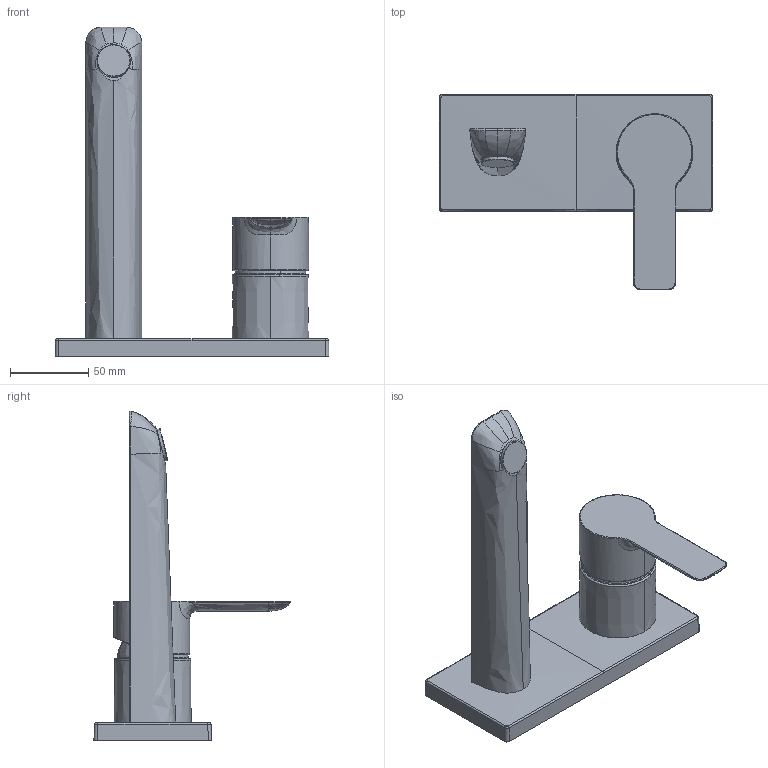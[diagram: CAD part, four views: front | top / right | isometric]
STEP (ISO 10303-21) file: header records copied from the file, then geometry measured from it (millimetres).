
FILE_DESCRIPTION (( 'STEP AP203' ), '1' );
FILE_NAME ('44892103.STEP', '2019-01-10T10:43:44', ( '' ), ( '' ), 'SwSTEP 2.0', 'SolidWorks 2016', '' );
FILE_SCHEMA (( 'CONFIG_CONTROL_DESIGN' ));
Length unit declared in the file: millimetre
Products named in the file (1): 44892103
Bounding box: 175 x 125.33 x 210.79 mm (x, y, z)
Volume: 454186.8 mm3; surface area: 70506.5 mm2
Topology: 1 solids, 2 shells, 113 faces, 269 edges, 165 vertices
Faces by surface type: bspline 74, cylinder 18, plane 15, torus 4, cone 2
Entity records: 10863 total; most frequent: CARTESIAN_POINT 8800, ORIENTED_EDGE 538, EDGE_CURVE 269, DIRECTION 184, B_SPLINE_CURVE_WITH_KNOTS 183, VERTEX_POINT 165, EDGE_LOOP 120, ADVANCED_FACE 113
